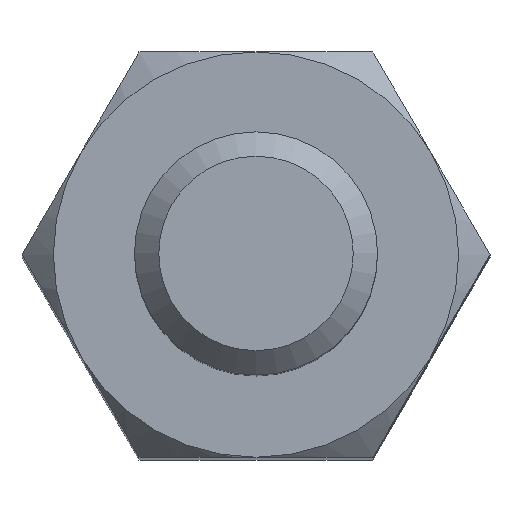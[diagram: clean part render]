
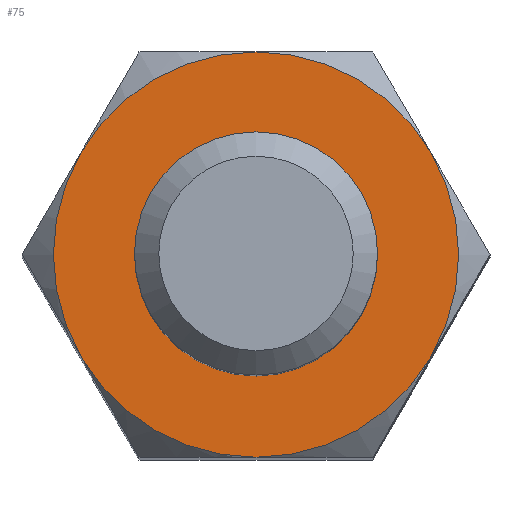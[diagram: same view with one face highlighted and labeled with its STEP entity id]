
A CAD part, top view. The second image highlights one B-rep face of the part: STEP entity #75.
In plain terms, the highlighted planar face has unit normal (0, 0, 1).
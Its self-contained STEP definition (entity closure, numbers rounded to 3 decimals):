
#75 = ADVANCED_FACE( '', ( #168, #169 ), #170, .T. );
#168 = FACE_BOUND( '', #280, .T. );
#169 = FACE_OUTER_BOUND( '', #281, .T. );
#170 = PLANE( '', #282 );
#280 = EDGE_LOOP( '', ( #418 ) );
#281 = EDGE_LOOP( '', ( #419, #420, #421, #422, #423, #424 ) );
#282 = AXIS2_PLACEMENT_3D( '', #425, #426, #427 );
#418 = ORIENTED_EDGE( '', *, *, #614, .T. );
#419 = ORIENTED_EDGE( '', *, *, #619, .F. );
#420 = ORIENTED_EDGE( '', *, *, #620, .F. );
#421 = ORIENTED_EDGE( '', *, *, #590, .F. );
#422 = ORIENTED_EDGE( '', *, *, #595, .T. );
#423 = ORIENTED_EDGE( '', *, *, #621, .F. );
#424 = ORIENTED_EDGE( '', *, *, #607, .F. );
#425 = CARTESIAN_POINT( '', ( 0., 0., 0. ) );
#426 = DIRECTION( '', ( 0., 0., 1. ) );
#427 = DIRECTION( '', ( 1., 0., 0. ) );
#590 = EDGE_CURVE( '', #679, #681, #682, .F. );
#595 = EDGE_CURVE( '', #679, #687, #689, .T. );
#607 = EDGE_CURVE( '', #707, #704, #709, .F. );
#614 = EDGE_CURVE( '', #720, #720, #721, .F. );
#619 = EDGE_CURVE( '', #728, #707, #729, .F. );
#620 = EDGE_CURVE( '', #681, #728, #730, .F. );
#621 = EDGE_CURVE( '', #704, #687, #731, .F. );
#679 = VERTEX_POINT( '', #798 );
#681 = VERTEX_POINT( '', #805 );
#682 = CIRCLE( '', #806, 2.5 );
#687 = VERTEX_POINT( '', #823 );
#689 = CIRCLE( '', #832, 2.5 );
#704 = VERTEX_POINT( '', #871 );
#707 = VERTEX_POINT( '', #879 );
#709 = CIRCLE( '', #888, 2.5 );
#720 = VERTEX_POINT( '', #911 );
#721 = CIRCLE( '', #912, 1.3 );
#728 = VERTEX_POINT( '', #919 );
#729 = CIRCLE( '', #920, 2.5 );
#730 = CIRCLE( '', #921, 2.5 );
#731 = CIRCLE( '', #922, 2.5 );
#798 = CARTESIAN_POINT( '', ( 0., 2.5, 0. ) );
#805 = CARTESIAN_POINT( '', ( 2.165, 1.25, 0. ) );
#806 = AXIS2_PLACEMENT_3D( '', #1067, #1068, #1069 );
#823 = CARTESIAN_POINT( '', ( -2.165, 1.25, 0. ) );
#832 = AXIS2_PLACEMENT_3D( '', #1070, #1071, #1072 );
#871 = CARTESIAN_POINT( '', ( -2.165, -1.25, 0. ) );
#879 = CARTESIAN_POINT( '', ( 0., -2.5, 0. ) );
#888 = AXIS2_PLACEMENT_3D( '', #1079, #1080, #1081 );
#911 = CARTESIAN_POINT( '', ( 1.3, 0., 0. ) );
#912 = AXIS2_PLACEMENT_3D( '', #1088, #1089, #1090 );
#919 = CARTESIAN_POINT( '', ( 2.165, -1.25, 0. ) );
#920 = AXIS2_PLACEMENT_3D( '', #1097, #1098, #1099 );
#921 = AXIS2_PLACEMENT_3D( '', #1100, #1101, #1102 );
#922 = AXIS2_PLACEMENT_3D( '', #1103, #1104, #1105 );
#1067 = CARTESIAN_POINT( '', ( 0., 0., 0. ) );
#1068 = DIRECTION( '', ( 0., 0., 1. ) );
#1069 = DIRECTION( '', ( 1., 0., 0. ) );
#1070 = CARTESIAN_POINT( '', ( 0., 0., 0. ) );
#1071 = DIRECTION( '', ( 0., 0., 1. ) );
#1072 = DIRECTION( '', ( 1., 0., 0. ) );
#1079 = CARTESIAN_POINT( '', ( 0., 0., 0. ) );
#1080 = DIRECTION( '', ( 0., 0., 1. ) );
#1081 = DIRECTION( '', ( 1., 0., 0. ) );
#1088 = CARTESIAN_POINT( '', ( 0., 0., 0. ) );
#1089 = DIRECTION( '', ( 0., 0., 1. ) );
#1090 = DIRECTION( '', ( 1., 0., 0. ) );
#1097 = CARTESIAN_POINT( '', ( 0., 0., 0. ) );
#1098 = DIRECTION( '', ( 0., 0., 1. ) );
#1099 = DIRECTION( '', ( 1., 0., 0. ) );
#1100 = CARTESIAN_POINT( '', ( 0., 0., 0. ) );
#1101 = DIRECTION( '', ( 0., 0., 1. ) );
#1102 = DIRECTION( '', ( 1., 0., 0. ) );
#1103 = CARTESIAN_POINT( '', ( 0., 0., 0. ) );
#1104 = DIRECTION( '', ( 0., 0., 1. ) );
#1105 = DIRECTION( '', ( 1., 0., 0. ) );
